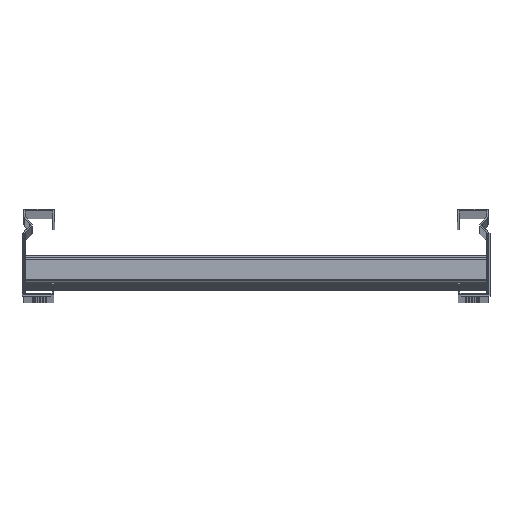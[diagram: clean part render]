
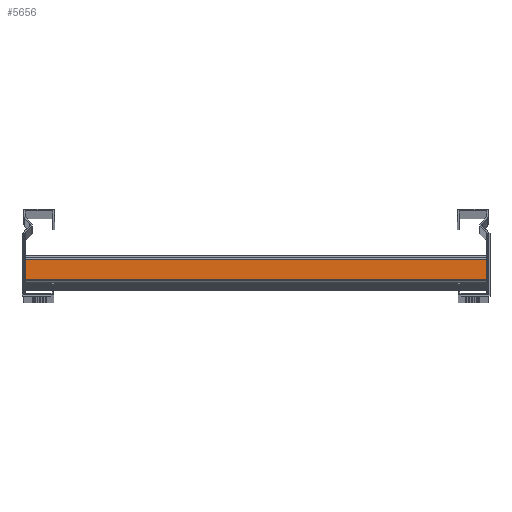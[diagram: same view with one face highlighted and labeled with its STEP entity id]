
A CAD part, top view. The second image highlights one B-rep face of the part: STEP entity #5656.
In plain terms, the highlighted face is planar.
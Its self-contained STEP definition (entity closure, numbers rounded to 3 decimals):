
#139 = LINE ( 'NONE', #8327, #5197 ) ;
#422 = EDGE_CURVE ( 'NONE', #5516, #7541, #5225, .T. ) ;
#477 = VERTEX_POINT ( 'NONE', #2110 ) ;
#1080 = VECTOR ( 'NONE', #4093, 1000. ) ;
#1337 = DIRECTION ( 'NONE',  ( 0., 0., -1. ) ) ;
#1411 = DIRECTION ( 'NONE',  ( 0., -1., 0. ) ) ;
#1901 = ORIENTED_EDGE ( 'NONE', *, *, #8375, .F. ) ;
#2011 = EDGE_LOOP ( 'NONE', ( #1901, #8916, #6217, #3816 ) ) ;
#2110 = CARTESIAN_POINT ( 'NONE',  ( 18., 15.5, 149. ) ) ;
#2827 = EDGE_CURVE ( 'NONE', #477, #4546, #8171, .T. ) ;
#3184 = FACE_OUTER_BOUND ( 'NONE', #2011, .T. ) ;
#3816 = ORIENTED_EDGE ( 'NONE', *, *, #422, .T. ) ;
#4093 = DIRECTION ( 'NONE',  ( 0., 0., -1. ) ) ;
#4288 = CARTESIAN_POINT ( 'NONE',  ( 18., 18., 149. ) ) ;
#4380 = PLANE ( 'NONE',  #8395 ) ;
#4511 = CARTESIAN_POINT ( 'NONE',  ( 18., 2.5, -149. ) ) ;
#4546 = VERTEX_POINT ( 'NONE', #9574 ) ;
#4641 = LINE ( 'NONE', #4983, #9543 ) ;
#4983 = CARTESIAN_POINT ( 'NONE',  ( 18., 18., 149. ) ) ;
#4999 = VECTOR ( 'NONE', #1337, 1000. ) ;
#5015 = DIRECTION ( 'NONE',  ( 1., 0., 0. ) ) ;
#5197 = VECTOR ( 'NONE', #1411, 1000. ) ;
#5225 = LINE ( 'NONE', #5950, #4999 ) ;
#5516 = VERTEX_POINT ( 'NONE', #8714 ) ;
#5656 = ADVANCED_FACE ( 'NONE', ( #3184 ), #4380, .T. ) ;
#5741 = DIRECTION ( 'NONE',  ( 0., 0., -1. ) ) ;
#5778 = EDGE_CURVE ( 'NONE', #477, #5516, #4641, .T. ) ;
#5950 = CARTESIAN_POINT ( 'NONE',  ( 18., 2.5, 149. ) ) ;
#6217 = ORIENTED_EDGE ( 'NONE', *, *, #5778, .T. ) ;
#7277 = DIRECTION ( 'NONE',  ( 0., -1., 0. ) ) ;
#7541 = VERTEX_POINT ( 'NONE', #4511 ) ;
#8000 = CARTESIAN_POINT ( 'NONE',  ( 18., 15.5, 149. ) ) ;
#8171 = LINE ( 'NONE', #8000, #1080 ) ;
#8327 = CARTESIAN_POINT ( 'NONE',  ( 18., 18., -149. ) ) ;
#8375 = EDGE_CURVE ( 'NONE', #4546, #7541, #139, .T. ) ;
#8395 = AXIS2_PLACEMENT_3D ( 'NONE', #4288, #5015, #5741 ) ;
#8714 = CARTESIAN_POINT ( 'NONE',  ( 18., 2.5, 149. ) ) ;
#8916 = ORIENTED_EDGE ( 'NONE', *, *, #2827, .F. ) ;
#9543 = VECTOR ( 'NONE', #7277, 1000. ) ;
#9574 = CARTESIAN_POINT ( 'NONE',  ( 18., 15.5, -149. ) ) ;
